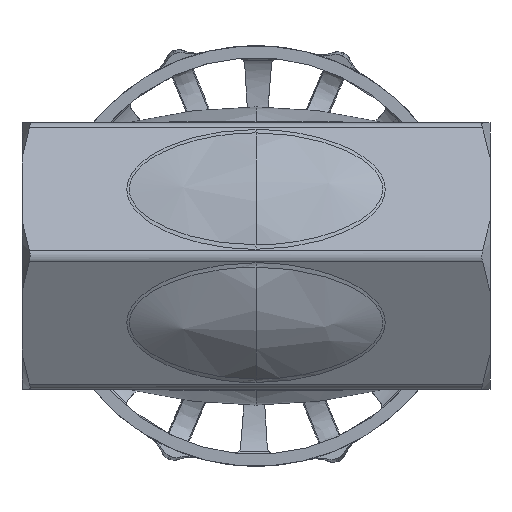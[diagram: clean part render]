
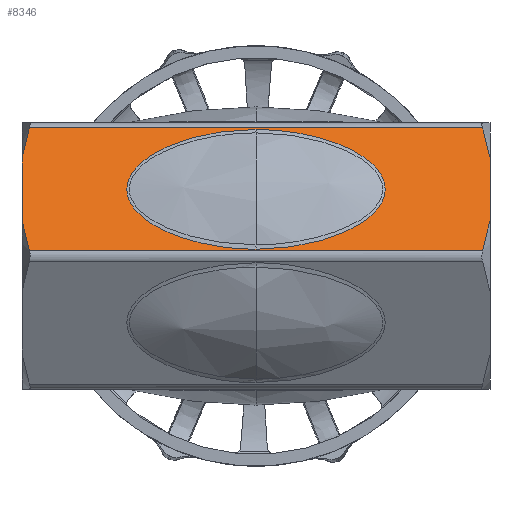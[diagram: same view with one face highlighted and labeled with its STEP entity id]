
A CAD part, front view. The second image highlights one B-rep face of the part: STEP entity #8346.
In plain terms, the highlighted planar face has unit normal (0, -0.866, 0.5).
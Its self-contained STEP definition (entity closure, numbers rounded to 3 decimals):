
#51=(
BOUNDED_CURVE()
B_SPLINE_CURVE(2,(#23307,#23308,#23309),.UNSPECIFIED.,.F.,.F.)
B_SPLINE_CURVE_WITH_KNOTS((3,3),(0.112,0.793),
 .UNSPECIFIED.)
CURVE()
GEOMETRIC_REPRESENTATION_ITEM()
RATIONAL_B_SPLINE_CURVE((1.002,1.008,1.))
REPRESENTATION_ITEM('')
);
#56=(
BOUNDED_CURVE()
B_SPLINE_CURVE(2,(#23412,#23413,#23414),.UNSPECIFIED.,.F.,.F.)
B_SPLINE_CURVE_WITH_KNOTS((3,3),(0.,0.681),.UNSPECIFIED.)
CURVE()
GEOMETRIC_REPRESENTATION_ITEM()
RATIONAL_B_SPLINE_CURVE((1.,1.008,1.002))
REPRESENTATION_ITEM('')
);
#58=(
BOUNDED_CURVE()
B_SPLINE_CURVE(2,(#23423,#23424,#23425),.UNSPECIFIED.,.F.,.F.)
B_SPLINE_CURVE_WITH_KNOTS((3,3),(0.,0.681),.UNSPECIFIED.)
CURVE()
GEOMETRIC_REPRESENTATION_ITEM()
RATIONAL_B_SPLINE_CURVE((1.,1.008,1.002))
REPRESENTATION_ITEM('')
);
#59=(
BOUNDED_CURVE()
B_SPLINE_CURVE(2,(#23428,#23429,#23430),.UNSPECIFIED.,.F.,.F.)
B_SPLINE_CURVE_WITH_KNOTS((3,3),(0.112,0.793),
 .UNSPECIFIED.)
CURVE()
GEOMETRIC_REPRESENTATION_ITEM()
RATIONAL_B_SPLINE_CURVE((1.002,1.008,1.))
REPRESENTATION_ITEM('')
);
#812=B_SPLINE_CURVE_WITH_KNOTS('',3,(#23433,#23434,#23435,#23436,#23437,
#23438,#23439,#23440,#23441,#23442,#23443,#23444,#23445,#23446,#23447),
 .UNSPECIFIED.,.F.,.F.,(4,1,1,1,1,1,1,1,1,1,1,1,4),(-6.036,-5.173,
-4.311,-3.88,-3.449,-3.161,
-2.874,-2.587,-2.299,-2.012,
-1.724,-0.862,0.),.UNSPECIFIED.);
#813=B_SPLINE_CURVE_WITH_KNOTS('',3,(#23448,#23449,#23450,#23451,#23452,
#23453,#23454,#23455,#23456,#23457,#23458,#23459,#23460,#23461),
 .UNSPECIFIED.,.F.,.F.,(4,1,1,1,1,1,1,1,1,1,1,4),(-6.036,-5.173,
-4.311,-4.024,-3.449,-3.161,
-2.874,-2.587,-2.156,-1.724,
-0.862,0.),.UNSPECIFIED.);
#1008=FACE_BOUND('',#2599,.T.);
#1134=PLANE('',#9039);
#1386=LINE('',#23303,#1653);
#1391=LINE('',#23397,#1658);
#1393=LINE('',#23421,#1660);
#1394=LINE('',#23427,#1661);
#1653=VECTOR('',#10374,10.);
#1658=VECTOR('',#10393,10.);
#1660=VECTOR('',#10401,10.);
#1661=VECTOR('',#10402,10.);
#2135=FACE_OUTER_BOUND('',#2598,.T.);
#2598=EDGE_LOOP('',(#7251,#7252,#7253,#7254,#7255,#7256,#7257,#7258));
#2599=EDGE_LOOP('',(#7259,#7260));
#3666=VERTEX_POINT('',#23281);
#3667=VERTEX_POINT('',#23292);
#3668=VERTEX_POINT('',#23305);
#3679=VERTEX_POINT('',#23385);
#3680=VERTEX_POINT('',#23396);
#3682=VERTEX_POINT('',#23411);
#3684=VERTEX_POINT('',#23422);
#3685=VERTEX_POINT('',#23426);
#3686=VERTEX_POINT('',#23431);
#3687=VERTEX_POINT('',#23432);
#4868=EDGE_CURVE('',#3667,#3666,#1386,.T.);
#4870=EDGE_CURVE('',#3667,#3668,#51,.T.);
#4885=EDGE_CURVE('',#3679,#3680,#1391,.T.);
#4888=EDGE_CURVE('',#3682,#3680,#56,.T.);
#4891=EDGE_CURVE('',#3668,#3682,#1393,.T.);
#4892=EDGE_CURVE('',#3684,#3679,#58,.T.);
#4893=EDGE_CURVE('',#3685,#3684,#1394,.T.);
#4894=EDGE_CURVE('',#3666,#3685,#59,.T.);
#4895=EDGE_CURVE('',#3686,#3687,#812,.T.);
#4896=EDGE_CURVE('',#3687,#3686,#813,.T.);
#7251=ORIENTED_EDGE('',*,*,#4868,.F.);
#7252=ORIENTED_EDGE('',*,*,#4870,.T.);
#7253=ORIENTED_EDGE('',*,*,#4891,.T.);
#7254=ORIENTED_EDGE('',*,*,#4888,.T.);
#7255=ORIENTED_EDGE('',*,*,#4885,.F.);
#7256=ORIENTED_EDGE('',*,*,#4892,.F.);
#7257=ORIENTED_EDGE('',*,*,#4893,.F.);
#7258=ORIENTED_EDGE('',*,*,#4894,.F.);
#7259=ORIENTED_EDGE('',*,*,#4895,.F.);
#7260=ORIENTED_EDGE('',*,*,#4896,.F.);
#8346=ADVANCED_FACE('',(#2135,#1008),#1134,.T.);
#9039=AXIS2_PLACEMENT_3D('',#23420,#10399,#10400);
#10374=DIRECTION('',(1.,0.,0.));
#10393=DIRECTION('',(-1.,0.,0.));
#10399=DIRECTION('center_axis',(0.,-0.866,0.5));
#10400=DIRECTION('ref_axis',(0.,-0.5,-0.866));
#10401=DIRECTION('',(0.,-0.5,-0.866));
#10402=DIRECTION('',(0.,-0.5,-0.866));
#23281=CARTESIAN_POINT('',(87.591,-15.213,24.35));
#23292=CARTESIAN_POINT('',(1.409,-15.213,24.35));
#23303=CARTESIAN_POINT('',(0.,-15.213,24.35));
#23305=CARTESIAN_POINT('',(0.,-18.505,18.649));
#23307=CARTESIAN_POINT('Ctrl Pts',(1.409,-15.213,24.35));
#23308=CARTESIAN_POINT('Ctrl Pts',(0.477,-16.932,
21.373));
#23309=CARTESIAN_POINT('Ctrl Pts',(0.,-18.505,
18.649));
#23385=CARTESIAN_POINT('',(87.591,-28.694,1.));
#23396=CARTESIAN_POINT('',(1.409,-28.694,1.));
#23397=CARTESIAN_POINT('',(0.,-28.694,1.));
#23411=CARTESIAN_POINT('',(0.,-25.403,6.701));
#23412=CARTESIAN_POINT('Ctrl Pts',(0.,-25.403,
6.701));
#23413=CARTESIAN_POINT('Ctrl Pts',(0.477,-26.975,
3.977));
#23414=CARTESIAN_POINT('Ctrl Pts',(1.409,-28.694,1.));
#23420=CARTESIAN_POINT('Origin',(0.,-14.636,25.35));
#23421=CARTESIAN_POINT('',(0.,-14.636,25.35));
#23422=CARTESIAN_POINT('',(89.,-25.403,6.701));
#23423=CARTESIAN_POINT('Ctrl Pts',(89.,-25.403,6.701));
#23424=CARTESIAN_POINT('Ctrl Pts',(88.523,-26.975,3.977));
#23425=CARTESIAN_POINT('Ctrl Pts',(87.591,-28.694,1.));
#23426=CARTESIAN_POINT('',(89.,-18.505,18.649));
#23427=CARTESIAN_POINT('',(89.,-14.636,25.35));
#23428=CARTESIAN_POINT('Ctrl Pts',(87.591,-15.213,24.35));
#23429=CARTESIAN_POINT('Ctrl Pts',(88.523,-16.932,21.373));
#23430=CARTESIAN_POINT('Ctrl Pts',(89.,-18.505,18.649));
#23431=CARTESIAN_POINT('',(44.5,-15.375,24.069));
#23432=CARTESIAN_POINT('',(44.5,-28.532,1.281));
#23433=CARTESIAN_POINT('Ctrl Pts',(44.5,-15.375,24.069));
#23434=CARTESIAN_POINT('Ctrl Pts',(41.626,-15.375,24.069));
#23435=CARTESIAN_POINT('Ctrl Pts',(35.883,-15.674,23.552));
#23436=CARTESIAN_POINT('Ctrl Pts',(29.003,-16.798,21.605));
#23437=CARTESIAN_POINT('Ctrl Pts',(24.067,-18.298,19.006));
#23438=CARTESIAN_POINT('Ctrl Pts',(21.321,-19.665,16.639));
#23439=CARTESIAN_POINT('Ctrl Pts',(19.889,-21.216,13.953));
#23440=CARTESIAN_POINT('Ctrl Pts',(19.887,-22.691,11.398));
#23441=CARTESIAN_POINT('Ctrl Pts',(21.111,-24.02,9.096));
#23442=CARTESIAN_POINT('Ctrl Pts',(23.016,-25.106,7.216));
#23443=CARTESIAN_POINT('Ctrl Pts',(25.295,-25.99,5.684));
#23444=CARTESIAN_POINT('Ctrl Pts',(29.458,-27.184,3.616));
#23445=CARTESIAN_POINT('Ctrl Pts',(35.884,-28.234,1.798));
#23446=CARTESIAN_POINT('Ctrl Pts',(41.626,-28.532,1.281));
#23447=CARTESIAN_POINT('Ctrl Pts',(44.5,-28.532,1.281));
#23448=CARTESIAN_POINT('Ctrl Pts',(44.5,-28.532,1.281));
#23449=CARTESIAN_POINT('Ctrl Pts',(47.374,-28.532,1.281));
#23450=CARTESIAN_POINT('Ctrl Pts',(53.114,-28.233,1.798));
#23451=CARTESIAN_POINT('Ctrl Pts',(59.545,-27.185,3.614));
#23452=CARTESIAN_POINT('Ctrl Pts',(64.531,-25.75,6.099));
#23453=CARTESIAN_POINT('Ctrl Pts',(67.462,-24.463,8.329));
#23454=CARTESIAN_POINT('Ctrl Pts',(69.115,-22.692,11.396));
#23455=CARTESIAN_POINT('Ctrl Pts',(69.109,-21.217,13.952));
#23456=CARTESIAN_POINT('Ctrl Pts',(67.68,-19.666,16.638));
#23457=CARTESIAN_POINT('Ctrl Pts',(64.933,-18.299,19.006));
#23458=CARTESIAN_POINT('Ctrl Pts',(60.001,-16.799,21.604));
#23459=CARTESIAN_POINT('Ctrl Pts',(53.116,-15.674,23.552));
#23460=CARTESIAN_POINT('Ctrl Pts',(47.374,-15.375,24.069));
#23461=CARTESIAN_POINT('Ctrl Pts',(44.5,-15.375,24.069));
